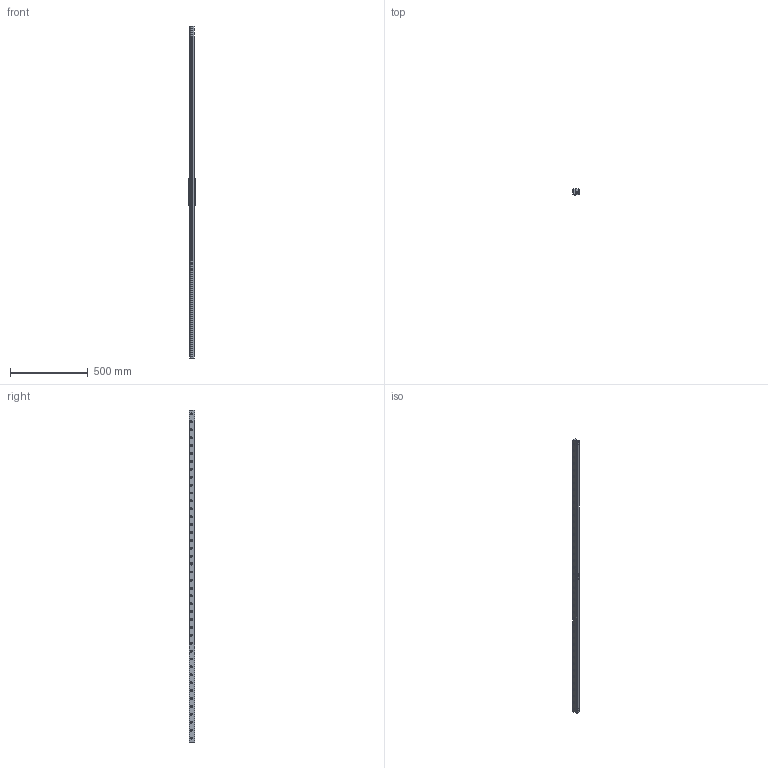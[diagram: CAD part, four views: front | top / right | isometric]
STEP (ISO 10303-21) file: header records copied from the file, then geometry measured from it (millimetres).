
FILE_DESCRIPTION((''),'2;1');
FILE_NAME('110084SS.stp','2009-11-30T16:27:09',('David Woerner'),(''),'Autodesk Inventor 2010','Autodesk Inventor 2010','');
FILE_SCHEMA(('AUTOMOTIVE_DESIGN { 1 0 10303 214 1 1 1 1 }'));
Length unit declared in the file: inch
Products named in the file (13): 110084SS (twopiece); 110042SS (~1); 110552SS; 110553SS; 9950; Unbrako UNC Hex Socket Button Cap - Inch 1/4 x 5/8; 110042SS (~2); 2980; 2981; 9804; Hexagon Socket Button Head Cap Screw - Inch 1/4 - 20 x 7/8; 9988; Hexagon Socket Button Head Cap Screw - Inch 1/4 - 20 x 1/2
Assembly tree (57 placements, depth 4):
  110084SS (twopiece)
    110042SS (~1)
      110552SS
      110553SS
      9950  x19
        Unbrako UNC Hex Socket Button Cap - Inch 1/4 x 5/8
    110042SS (~2)
      110552SS
      110553SS
      9950  x19
        Unbrako UNC Hex Socket Button Cap - Inch 1/4 x 5/8
    2980
    2981
    9804  x4
      Hexagon Socket Button Head Cap Screw - Inch 1/4 - 20 x 7/8
    9988  x4
      Hexagon Socket Button Head Cap Screw - Inch 1/4 - 20 x 1/2
Bounding box: 45.61 x 36.51 x 2133.6 mm (x, y, z)
Volume: 1951106.5 mm3; surface area: 492432.2 mm2
Topology: 52 solids, 52 shells, 995 faces, 2201 edges, 1406 vertices
Faces by surface type: plane 466, bspline 250, cone 134, cylinder 107, torus 38
Full cylindrical faces by diameter (mm): 6.35 x46, 6.756 x4, 11.1 x46, 15.443 x1
Entity records: 7544 total; most frequent: CARTESIAN_POINT 2531, DIRECTION 927, ORIENTED_EDGE 730, EDGE_LOOP 469, AXIS2_PLACEMENT_3D 397, EDGE_CURVE 365, VERTEX_POINT 308, FACE_BOUND 253
